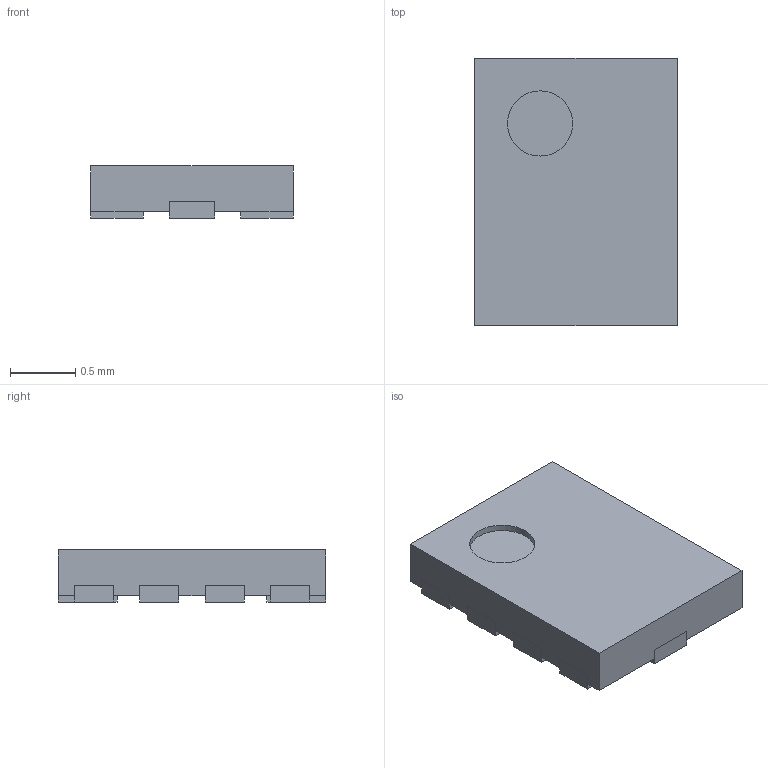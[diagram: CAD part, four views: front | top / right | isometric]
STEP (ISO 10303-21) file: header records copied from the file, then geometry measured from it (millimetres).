
FILE_DESCRIPTION(/* description */ (''),/* implementation_level */ '2;1');
FILE_NAME(/* name */ 'TEXAS_RUG (R-PQFP-N10).stp',/* time_stamp */ '2015-07-15T17:38:31+02:00',/* author */ ('bcivel'),/* organization */ (''),/* preprocessor_version */ 'ST-DEVELOPER v15.5',/* originating_system */ 'AutoCAD Mechanical',/* authorisation */ '');
FILE_SCHEMA (('AUTOMOTIVE_DESIGN { 1 0 10303 214 3 1 1 }'));
Length unit declared in the file: millimetre
Products named in the file (1): Product
Bounding box: 1.55 x 2.05 x 0.4 mm (x, y, z)
Volume: 1.2 mm3; surface area: 14 mm2
Topology: 11 solids, 11 shells, 109 faces, 258 edges, 172 vertices
Faces by surface type: plane 108, cylinder 1
Full cylindrical faces by diameter (mm): 0.5 x1
Entity records: 3098 total; most frequent: CARTESIAN_POINT 539, ORIENTED_EDGE 514, DIRECTION 479, EDGE_CURVE 257, LINE 255, VECTOR 255, VERTEX_POINT 172, AXIS2_PLACEMENT_3D 112
